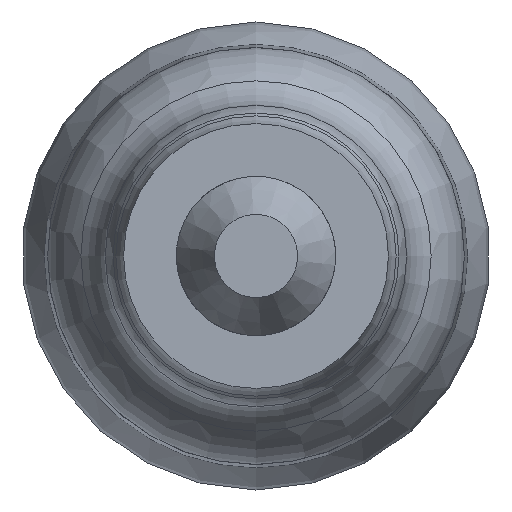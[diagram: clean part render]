
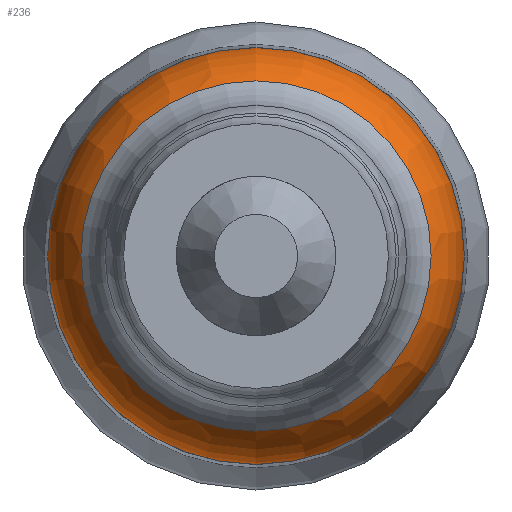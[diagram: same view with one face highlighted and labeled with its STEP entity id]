
A CAD part, left-side view. The second image highlights one B-rep face of the part: STEP entity #236.
In plain terms, the highlighted toroidal (fillet/blend) face has major radius 0.343 mm and minor radius 0.483 mm.
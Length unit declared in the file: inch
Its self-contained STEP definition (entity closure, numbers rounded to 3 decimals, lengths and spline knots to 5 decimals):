
#12 = CARTESIAN_POINT ( 'NONE',  ( 0.10161, 0., 0. ) ) ;
#29 = CIRCLE ( 'NONE', #361, 0.0325 ) ;
#55 = AXIS2_PLACEMENT_3D ( 'NONE', #289, #73, #169 ) ;
#73 = DIRECTION ( 'NONE',  ( -1., 0., 0. ) ) ;
#75 = FACE_OUTER_BOUND ( 'NONE', #237, .T. ) ;
#94 = EDGE_LOOP ( 'NONE', ( #330 ) ) ;
#102 = DIRECTION ( 'NONE',  ( 0., 0., 1. ) ) ;
#168 = DIRECTION ( 'NONE',  ( -1., 0., 0. ) ) ;
#169 = DIRECTION ( 'NONE',  ( 0., 0., 1. ) ) ;
#173 = EDGE_CURVE ( 'NONE', #363, #363, #29, .T. ) ;
#198 = DIRECTION ( 'NONE',  ( 0., 0., 1. ) ) ;
#203 = TOROIDAL_SURFACE ( 'NONE', #55, 0.0135, 0.019 ) ;
#236 = ADVANCED_FACE ( 'NONE', ( #75, #374 ), #203, .T. ) ;
#237 = EDGE_LOOP ( 'NONE', ( #360 ) ) ;
#241 = VERTEX_POINT ( 'NONE', #362 ) ;
#289 = CARTESIAN_POINT ( 'NONE',  ( 0.11465, 0., 0. ) ) ;
#290 = CARTESIAN_POINT ( 'NONE',  ( 0.11463, 0., 0. ) ) ;
#294 = CIRCLE ( 'NONE', #355, 0.02732 ) ;
#317 = CARTESIAN_POINT ( 'NONE',  ( 0.11463, 0., 0.0325 ) ) ;
#330 = ORIENTED_EDGE ( 'NONE', *, *, #365, .F. ) ;
#355 = AXIS2_PLACEMENT_3D ( 'NONE', #12, #370, #102 ) ;
#360 = ORIENTED_EDGE ( 'NONE', *, *, #173, .T. ) ;
#361 = AXIS2_PLACEMENT_3D ( 'NONE', #290, #168, #198 ) ;
#362 = CARTESIAN_POINT ( 'NONE',  ( 0.10161, 0., 0.02732 ) ) ;
#363 = VERTEX_POINT ( 'NONE', #317 ) ;
#365 = EDGE_CURVE ( 'NONE', #241, #241, #294, .T. ) ;
#370 = DIRECTION ( 'NONE',  ( -1., 0., 0. ) ) ;
#374 = FACE_OUTER_BOUND ( 'NONE', #94, .T. ) ;
